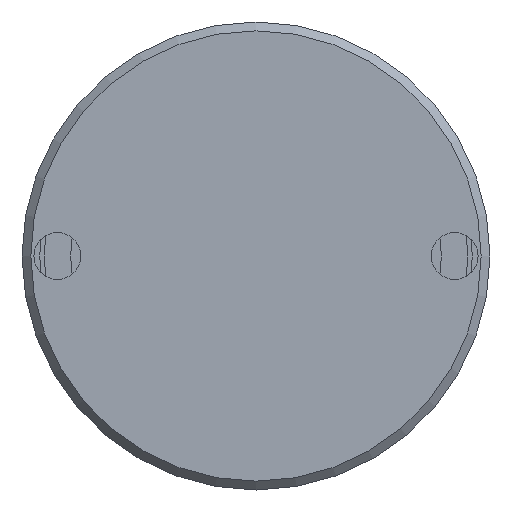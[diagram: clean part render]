
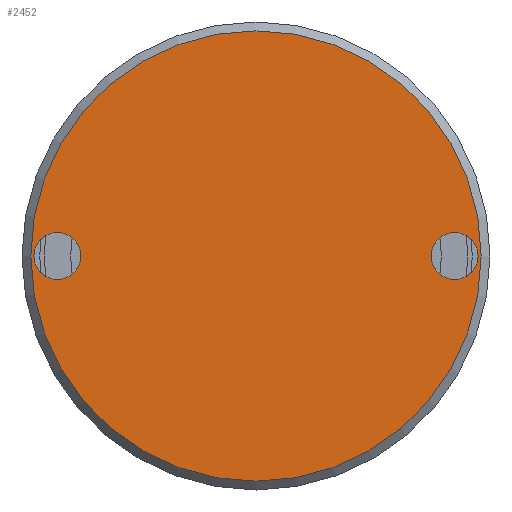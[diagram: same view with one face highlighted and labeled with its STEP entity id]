
A CAD part, left-side view. The second image highlights one B-rep face of the part: STEP entity #2452.
In plain terms, the highlighted planar face has unit normal (-1, 0, 0).
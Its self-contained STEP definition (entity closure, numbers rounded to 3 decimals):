
#85=FACE_BOUND('',#840,.T.);
#86=FACE_BOUND('',#841,.T.);
#155=PLANE('',#2897);
#632=FACE_OUTER_BOUND('',#839,.T.);
#839=EDGE_LOOP('',(#1995));
#840=EDGE_LOOP('',(#1996));
#841=EDGE_LOOP('',(#1997));
#1031=CIRCLE('',#2886,2.65);
#1033=CIRCLE('',#2890,2.65);
#1037=CIRCLE('',#2896,25.5);
#1209=VERTEX_POINT('',#4285);
#1211=VERTEX_POINT('',#4292);
#1215=VERTEX_POINT('',#4303);
#1480=EDGE_CURVE('',#1209,#1209,#1031,.T.);
#1483=EDGE_CURVE('',#1211,#1211,#1033,.T.);
#1489=EDGE_CURVE('',#1215,#1215,#1037,.T.);
#1995=ORIENTED_EDGE('',*,*,#1489,.F.);
#1996=ORIENTED_EDGE('',*,*,#1480,.T.);
#1997=ORIENTED_EDGE('',*,*,#1483,.T.);
#2452=ADVANCED_FACE('',(#632,#85,#86),#155,.T.);
#2886=AXIS2_PLACEMENT_3D('',#4286,#3544,#3545);
#2890=AXIS2_PLACEMENT_3D('',#4293,#3553,#3554);
#2896=AXIS2_PLACEMENT_3D('',#4305,#3567,#3568);
#2897=AXIS2_PLACEMENT_3D('',#4306,#3569,#3570);
#3544=DIRECTION('center_axis',(1.,0.,0.));
#3545=DIRECTION('ref_axis',(0.,0.,1.));
#3553=DIRECTION('center_axis',(1.,0.,0.));
#3554=DIRECTION('ref_axis',(0.,0.,1.));
#3567=DIRECTION('center_axis',(1.,0.,0.));
#3568=DIRECTION('ref_axis',(0.,-1.,0.));
#3569=DIRECTION('center_axis',(-1.,0.,0.));
#3570=DIRECTION('ref_axis',(0.,0.,1.));
#4285=CARTESIAN_POINT('',(0.,-22.5,-2.65));
#4286=CARTESIAN_POINT('Origin',(0.,-22.5,0.));
#4292=CARTESIAN_POINT('',(0.,22.5,-2.65));
#4293=CARTESIAN_POINT('Origin',(0.,22.5,0.));
#4303=CARTESIAN_POINT('',(0.,25.5,0.));
#4305=CARTESIAN_POINT('Origin',(0.,0.,0.));
#4306=CARTESIAN_POINT('Origin',(0.,26.5,0.));
